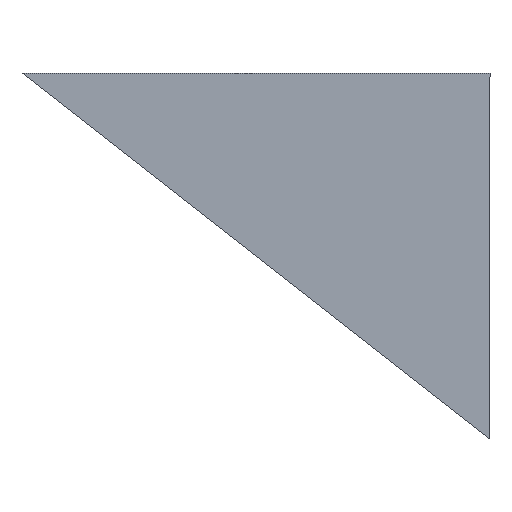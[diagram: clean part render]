
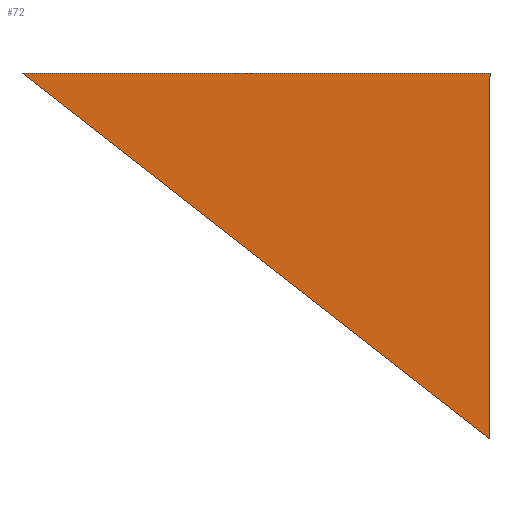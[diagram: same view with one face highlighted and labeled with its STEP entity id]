
A CAD part, left-side view. The second image highlights one B-rep face of the part: STEP entity #72.
In plain terms, the highlighted planar face has unit normal (-1, 0, 0).
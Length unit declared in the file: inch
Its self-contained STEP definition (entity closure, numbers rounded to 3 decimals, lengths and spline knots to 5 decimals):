
#1 = DIRECTION ( 'NONE',  ( 0., 0., 1. ) ) ;
#3 = FACE_OUTER_BOUND ( 'NONE', #55, .T. ) ;
#14 = CARTESIAN_POINT ( 'NONE',  ( -0.3125, 0., 0. ) ) ;
#22 = ORIENTED_EDGE ( 'NONE', *, *, #147, .F. ) ;
#27 = EDGE_CURVE ( 'NONE', #93, #89, #96, .T. ) ;
#28 = CARTESIAN_POINT ( 'NONE',  ( -0.3125, 2.55906, 0. ) ) ;
#53 = ORIENTED_EDGE ( 'NONE', *, *, #78, .F. ) ;
#55 = EDGE_LOOP ( 'NONE', ( #22, #53, #148 ) ) ;
#56 = DIRECTION ( 'NONE',  ( -1., 0., 0. ) ) ;
#58 = LINE ( 'NONE', #14, #119 ) ;
#60 = AXIS2_PLACEMENT_3D ( 'NONE', #121, #56, #1 ) ;
#72 = ADVANCED_FACE ( 'NONE', ( #3 ), #164, .T. ) ;
#73 = DIRECTION ( 'NONE',  ( 0., 0., -1. ) ) ;
#75 = VERTEX_POINT ( 'NONE', #106 ) ;
#78 = EDGE_CURVE ( 'NONE', #89, #75, #58, .T. ) ;
#89 = VERTEX_POINT ( 'NONE', #167 ) ;
#93 = VERTEX_POINT ( 'NONE', #156 ) ;
#94 = VECTOR ( 'NONE', #109, 39.37008 ) ;
#96 = LINE ( 'NONE', #28, #94 ) ;
#105 = DIRECTION ( 'NONE',  ( 0., -1., 0. ) ) ;
#106 = CARTESIAN_POINT ( 'NONE',  ( -0.3125, 0., 0. ) ) ;
#108 = VECTOR ( 'NONE', #73, 39.37008 ) ;
#109 = DIRECTION ( 'NONE',  ( 0., 0.788, 0.616 ) ) ;
#119 = VECTOR ( 'NONE', #105, 39.37008 ) ;
#121 = CARTESIAN_POINT ( 'NONE',  ( -0.3125, 0., 0. ) ) ;
#134 = LINE ( 'NONE', #171, #108 ) ;
#147 = EDGE_CURVE ( 'NONE', #75, #93, #134, .T. ) ;
#148 = ORIENTED_EDGE ( 'NONE', *, *, #27, .F. ) ;
#156 = CARTESIAN_POINT ( 'NONE',  ( -0.3125, 0., -2. ) ) ;
#164 = PLANE ( 'NONE',  #60 ) ;
#167 = CARTESIAN_POINT ( 'NONE',  ( -0.3125, 2.55906, 0. ) ) ;
#171 = CARTESIAN_POINT ( 'NONE',  ( -0.3125, 0., -2. ) ) ;
